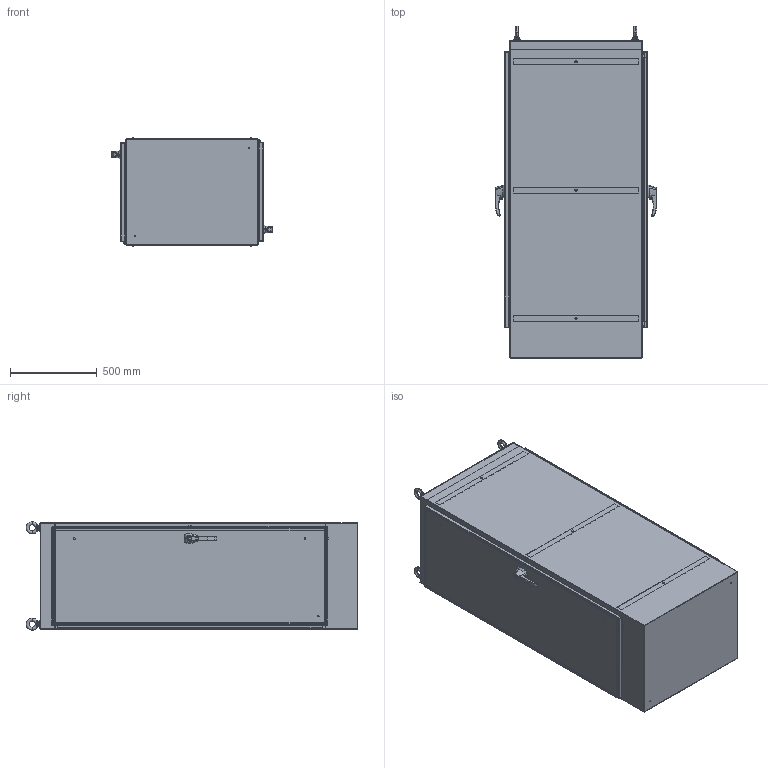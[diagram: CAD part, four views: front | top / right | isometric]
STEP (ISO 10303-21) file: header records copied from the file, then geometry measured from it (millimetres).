
FILE_DESCRIPTION (( 'STEP AP214' ), '1' );
FILE_NAME ('HN4FS722430DASS.STEP', '2019-09-04T11:48:00', ( '' ), ( '' ), 'SwSTEP 2.0', 'SolidWorks 2018', '' );
FILE_SCHEMA (( 'AUTOMOTIVE_DESIGN' ));
Length unit declared in the file: inch
Products named in the file (1): HN4FS722430DASS
Bounding box: 931.27 x 1911.5 x 624.94 mm (x, y, z)
Volume: 19209472 mm3; surface area: 15833881.8 mm2
Topology: 90 solids, 92 shells, 3280 faces, 8705 edges, 5618 vertices
Faces by surface type: cylinder 1515, plane 1437, cone 156, bspline 140, torus 32
Entity records: 169030 total; most frequent: CARTESIAN_POINT 44870, ORIENTED_EDGE 17350, DIRECTION 17185, EDGE_CURVE 8675, AXIS2_PLACEMENT_3D 6251, VERTEX_POINT 5618, LINE 4683, VECTOR 4683
